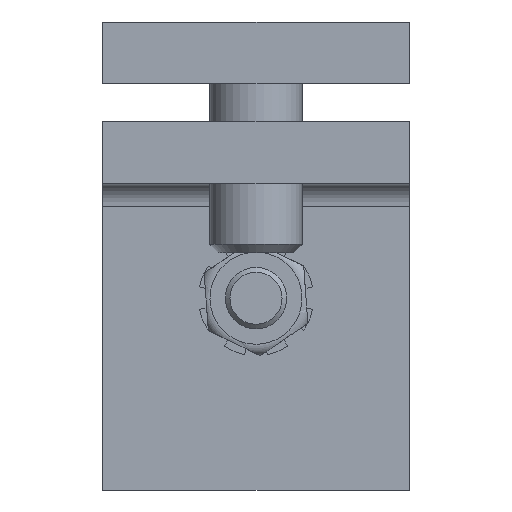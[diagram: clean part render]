
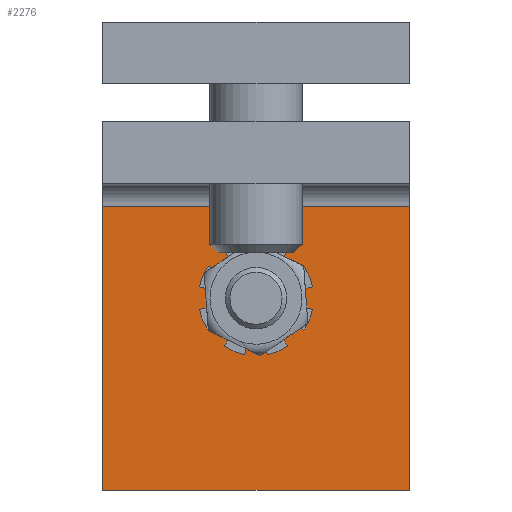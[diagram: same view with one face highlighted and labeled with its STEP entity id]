
A CAD part, left-side view. The second image highlights one B-rep face of the part: STEP entity #2276.
In plain terms, the highlighted planar face has unit normal (-1, 0, 0).
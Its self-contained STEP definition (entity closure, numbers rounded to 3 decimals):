
#184=FACE_BOUND('',#409,.T.);
#206=PLANE('',#2604);
#274=FACE_OUTER_BOUND('',#408,.T.);
#408=EDGE_LOOP('',(#1653,#1654,#1655,#1656));
#409=EDGE_LOOP('',(#1657));
#554=LINE('',#3642,#721);
#562=LINE('',#3659,#729);
#563=LINE('',#3662,#730);
#564=LINE('',#3663,#731);
#721=VECTOR('',#2931,10.);
#729=VECTOR('',#2947,10.);
#730=VECTOR('',#2950,10.);
#731=VECTOR('',#2951,10.);
#873=CIRCLE('',#2586,4.25);
#1011=VERTEX_POINT('',#3606);
#1025=VERTEX_POINT('',#3639);
#1026=VERTEX_POINT('',#3641);
#1031=VERTEX_POINT('',#3657);
#1032=VERTEX_POINT('',#3661);
#1251=EDGE_CURVE('',#1011,#1011,#873,.T.);
#1267=EDGE_CURVE('',#1026,#1025,#554,.T.);
#1276=EDGE_CURVE('',#1025,#1031,#562,.T.);
#1277=EDGE_CURVE('',#1031,#1032,#563,.T.);
#1278=EDGE_CURVE('',#1026,#1032,#564,.T.);
#1653=ORIENTED_EDGE('',*,*,#1277,.T.);
#1654=ORIENTED_EDGE('',*,*,#1278,.F.);
#1655=ORIENTED_EDGE('',*,*,#1267,.T.);
#1656=ORIENTED_EDGE('',*,*,#1276,.T.);
#1657=ORIENTED_EDGE('',*,*,#1251,.T.);
#2276=ADVANCED_FACE('',(#274,#184),#206,.T.);
#2586=AXIS2_PLACEMENT_3D('',#3608,#2898,#2899);
#2604=AXIS2_PLACEMENT_3D('',#3660,#2948,#2949);
#2898=DIRECTION('center_axis',(1.,0.,0.));
#2899=DIRECTION('ref_axis',(0.,0.,1.));
#2931=DIRECTION('',(0.,-1.,0.));
#2947=DIRECTION('',(0.,0.,1.));
#2948=DIRECTION('center_axis',(-1.,0.,0.));
#2949=DIRECTION('ref_axis',(0.,0.,1.));
#2950=DIRECTION('',(0.,1.,0.));
#2951=DIRECTION('',(0.,0.,1.));
#3606=CARTESIAN_POINT('',(82.,23.,-4.25));
#3608=CARTESIAN_POINT('Origin',(82.,23.,0.));
#3639=CARTESIAN_POINT('',(82.,11.,-20.));
#3641=CARTESIAN_POINT('',(82.,48.,-20.));
#3642=CARTESIAN_POINT('',(82.,48.,-20.));
#3657=CARTESIAN_POINT('',(82.,11.,20.));
#3659=CARTESIAN_POINT('',(82.,11.,0.));
#3660=CARTESIAN_POINT('Origin',(82.,11.,0.));
#3661=CARTESIAN_POINT('',(82.,48.,20.));
#3662=CARTESIAN_POINT('',(82.,48.,20.));
#3663=CARTESIAN_POINT('',(82.,48.,0.));
